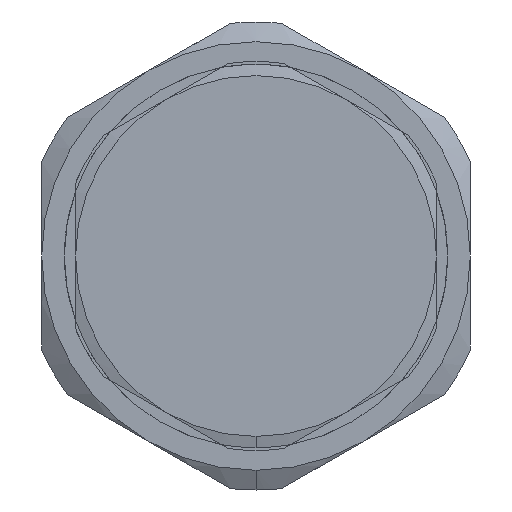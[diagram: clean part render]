
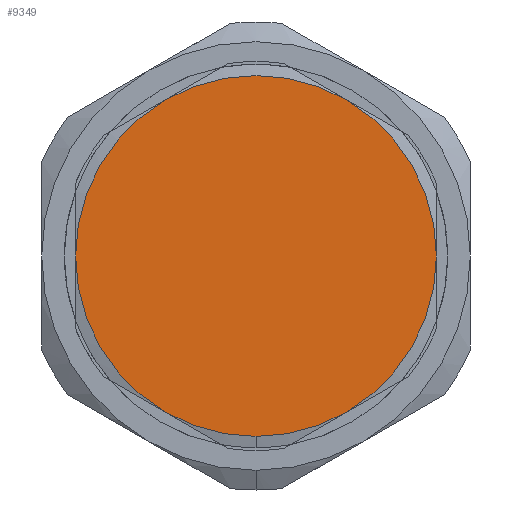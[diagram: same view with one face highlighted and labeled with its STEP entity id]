
A CAD part, left-side view. The second image highlights one B-rep face of the part: STEP entity #9349.
In plain terms, the highlighted planar face has unit normal (-1, 0, 0).
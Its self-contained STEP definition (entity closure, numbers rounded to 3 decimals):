
#726 = ORIENTED_EDGE ( 'NONE', *, *, #2531, .F. ) ;
#776 = ORIENTED_EDGE ( 'NONE', *, *, #2950, .F. ) ;
#856 = ORIENTED_EDGE ( 'NONE', *, *, #2297, .F. ) ;
#937 = ORIENTED_EDGE ( 'NONE', *, *, #2294, .F. ) ;
#942 = ORIENTED_EDGE ( 'NONE', *, *, #2409, .F. ) ;
#1567 = CARTESIAN_POINT ( 'NONE',  ( -112.15, 0., 0. ) ) ;
#1568 = DIRECTION ( 'NONE',  ( 1., 0., 0. ) ) ;
#1569 = DIRECTION ( 'NONE',  ( 0., 0., -1. ) ) ;
#1816 = AXIS2_PLACEMENT_3D ( 'NONE', #5859, #5863, #5864 ) ;
#1877 = CIRCLE ( 'NONE', #2061, 16. ) ;
#1885 = CIRCLE ( 'NONE', #2023, 16. ) ;
#1892 = CIRCLE ( 'NONE', #1974, 16. ) ;
#1905 = CIRCLE ( 'NONE', #1987, 16. ) ;
#1974 = AXIS2_PLACEMENT_3D ( 'NONE', #9812, #9813, #9814 ) ;
#1987 = AXIS2_PLACEMENT_3D ( 'NONE', #9536, #9537, #9538 ) ;
#2023 = AXIS2_PLACEMENT_3D ( 'NONE', #9532, #9533, #9534 ) ;
#2061 = AXIS2_PLACEMENT_3D ( 'NONE', #9526, #9527, #9528 ) ;
#2294 = EDGE_CURVE ( 'NONE', #9716, #10125, #1877, .T. ) ;
#2296 = EDGE_CURVE ( 'NONE', #7727, #10143, #1885, .T. ) ;
#2297 = EDGE_CURVE ( 'NONE', #10143, #7649, #1905, .T. ) ;
#2409 = EDGE_CURVE ( 'NONE', #7649, #10261, #1892, .T. ) ;
#2523 = AXIS2_PLACEMENT_3D ( 'NONE', #6376, #6377, #6378 ) ;
#2531 = EDGE_CURVE ( 'NONE', #10125, #7727, #6058, .T. ) ;
#2602 = AXIS2_PLACEMENT_3D ( 'NONE', #6611, #6612, #6613 ) ;
#2667 = AXIS2_PLACEMENT_3D ( 'NONE', #1567, #1568, #1569 ) ;
#2874 = EDGE_CURVE ( 'NONE', #10261, #9572, #6809, .T. ) ;
#2950 = EDGE_CURVE ( 'NONE', #9572, #9716, #3645, .T. ) ;
#3645 = CIRCLE ( 'NONE', #2602, 16. ) ;
#4170 = FACE_OUTER_BOUND ( 'NONE', #7732, .T. ) ;
#4478 = CARTESIAN_POINT ( 'NONE',  ( -112.15, 16., 0. ) ) ;
#4557 = CARTESIAN_POINT ( 'NONE',  ( -112.15, 8., 13.856 ) ) ;
#4569 = CARTESIAN_POINT ( 'NONE',  ( -112.15, -16., 0. ) ) ;
#4634 = CARTESIAN_POINT ( 'NONE',  ( -112.15, 0., -16. ) ) ;
#5859 = CARTESIAN_POINT ( 'NONE',  ( -112.15, 16., -9.238 ) ) ;
#5861 = PLANE ( 'NONE',  #1816 ) ;
#5863 = DIRECTION ( 'NONE',  ( 1., 0., 0. ) ) ;
#5864 = DIRECTION ( 'NONE',  ( 0., -1., 0. ) ) ;
#5893 = CARTESIAN_POINT ( 'NONE',  ( -112.15, 8., -13.856 ) ) ;
#6058 = CIRCLE ( 'NONE', #2667, 16. ) ;
#6376 = CARTESIAN_POINT ( 'NONE',  ( -112.15, 0., 0. ) ) ;
#6377 = DIRECTION ( 'NONE',  ( 1., 0., 0. ) ) ;
#6378 = DIRECTION ( 'NONE',  ( 0., 0., -1. ) ) ;
#6611 = CARTESIAN_POINT ( 'NONE',  ( -112.15, 0., 0. ) ) ;
#6612 = DIRECTION ( 'NONE',  ( 1., 0., 0. ) ) ;
#6613 = DIRECTION ( 'NONE',  ( 0., 0., -1. ) ) ;
#6809 = CIRCLE ( 'NONE', #2523, 16. ) ;
#7649 = VERTEX_POINT ( 'NONE', #11255 ) ;
#7727 = VERTEX_POINT ( 'NONE', #11272 ) ;
#7732 = EDGE_LOOP ( 'NONE', ( #856, #7955, #726, #937, #776, #8006, #942 ) ) ;
#7955 = ORIENTED_EDGE ( 'NONE', *, *, #2296, .F. ) ;
#8006 = ORIENTED_EDGE ( 'NONE', *, *, #2874, .F. ) ;
#9349 = ADVANCED_FACE ( 'NONE', ( #4170 ), #5861, .F. ) ;
#9526 = CARTESIAN_POINT ( 'NONE',  ( -112.15, 0., 0. ) ) ;
#9527 = DIRECTION ( 'NONE',  ( 1., 0., 0. ) ) ;
#9528 = DIRECTION ( 'NONE',  ( 0., 0., -1. ) ) ;
#9532 = CARTESIAN_POINT ( 'NONE',  ( -112.15, 0., 0. ) ) ;
#9533 = DIRECTION ( 'NONE',  ( 1., 0., 0. ) ) ;
#9534 = DIRECTION ( 'NONE',  ( 0., 0., -1. ) ) ;
#9536 = CARTESIAN_POINT ( 'NONE',  ( -112.15, 0., 0. ) ) ;
#9537 = DIRECTION ( 'NONE',  ( 1., 0., 0. ) ) ;
#9538 = DIRECTION ( 'NONE',  ( 0., 0., -1. ) ) ;
#9572 = VERTEX_POINT ( 'NONE', #5893 ) ;
#9716 = VERTEX_POINT ( 'NONE', #4478 ) ;
#9812 = CARTESIAN_POINT ( 'NONE',  ( -112.15, 0., 0. ) ) ;
#9813 = DIRECTION ( 'NONE',  ( 1., 0., 0. ) ) ;
#9814 = DIRECTION ( 'NONE',  ( 0., 0., -1. ) ) ;
#10125 = VERTEX_POINT ( 'NONE', #4557 ) ;
#10143 = VERTEX_POINT ( 'NONE', #4569 ) ;
#10261 = VERTEX_POINT ( 'NONE', #4634 ) ;
#11255 = CARTESIAN_POINT ( 'NONE',  ( -112.15, -8., -13.856 ) ) ;
#11272 = CARTESIAN_POINT ( 'NONE',  ( -112.15, -8., 13.856 ) ) ;
